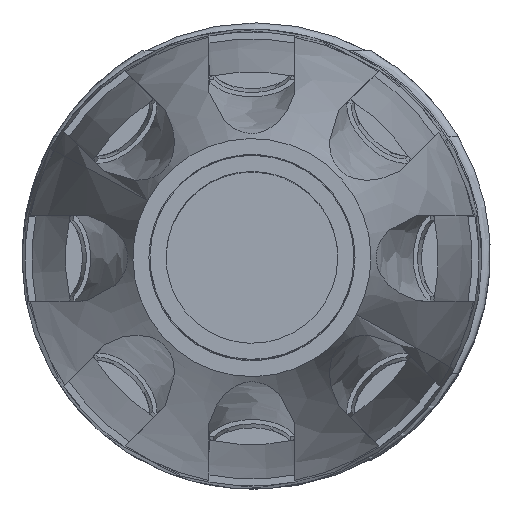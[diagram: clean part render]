
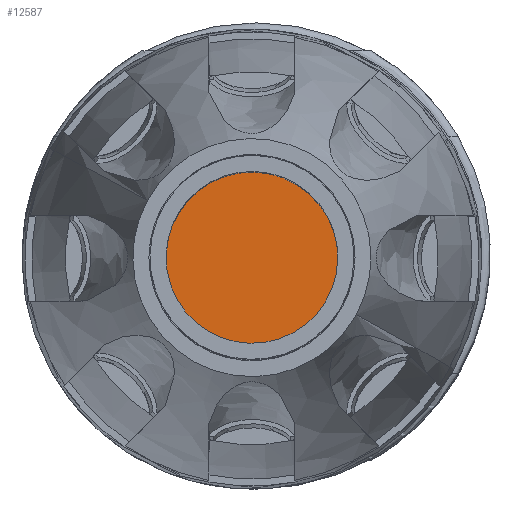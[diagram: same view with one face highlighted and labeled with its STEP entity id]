
A CAD part, top view. The second image highlights one B-rep face of the part: STEP entity #12587.
In plain terms, the highlighted planar face has unit normal (0, 0, 1).
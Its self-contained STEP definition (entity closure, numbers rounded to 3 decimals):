
#4769=AXIS2_PLACEMENT_3D('Circle Axis2P3D',#4767,#4768,$) ;
#4815=AXIS2_PLACEMENT_3D('Circle Axis2P3D',#4813,#4814,$) ;
#12368=AXIS2_PLACEMENT_3D('Circle Axis2P3D',#12366,#12367,$) ;
#12565=AXIS2_PLACEMENT_3D('Circle Axis2P3D',#12563,#12564,$) ;
#12579=AXIS2_PLACEMENT_3D('Plane Axis2P3D',#12576,#12577,#12578) ;
#4764=CARTESIAN_POINT('Vertex',(6.602,18.236,117.56)) ;
#4767=CARTESIAN_POINT('Axis2P3D Location',(10.708,10.708,117.56)) ;
#4771=CARTESIAN_POINT('Vertex',(19.283,10.708,117.56)) ;
#4813=CARTESIAN_POINT('Axis2P3D Location',(10.708,10.708,117.56)) ;
#4817=CARTESIAN_POINT('Vertex',(18.236,6.602,117.56)) ;
#12363=CARTESIAN_POINT('Vertex',(10.937,2.406,117.56)) ;
#12366=CARTESIAN_POINT('Axis2P3D Location',(10.906,10.906,117.56)) ;
#12563=CARTESIAN_POINT('Axis2P3D Location',(10.906,10.906,117.56)) ;
#12576=CARTESIAN_POINT('Axis2P3D Location',(10.906,10.906,117.56)) ;
#4768=DIRECTION('Axis2P3D Direction',(0.,0.,1.)) ;
#4814=DIRECTION('Axis2P3D Direction',(0.,0.,1.)) ;
#12367=DIRECTION('Axis2P3D Direction',(0.,0.,1.)) ;
#12564=DIRECTION('Axis2P3D Direction',(0.,0.,1.)) ;
#12577=DIRECTION('Axis2P3D Direction',(0.,0.,1.)) ;
#12578=DIRECTION('Axis2P3D XDirection',(0.,1.,0.)) ;
#12582=ORIENTED_EDGE('',*,*,#12370,.T.) ;
#12583=ORIENTED_EDGE('',*,*,#12567,.T.) ;
#12584=ORIENTED_EDGE('',*,*,#4819,.T.) ;
#12585=ORIENTED_EDGE('',*,*,#4773,.T.) ;
#12587=ADVANCED_FACE('Hauptk\X2\00F6\X0\rper',(#12586),#12580,.T.) ;
#4770=CIRCLE('generated circle',#4769,8.575) ;
#4816=CIRCLE('generated circle',#4815,8.575) ;
#12369=CIRCLE('generated circle',#12368,8.5) ;
#12566=CIRCLE('generated circle',#12565,8.5) ;
#4773=EDGE_CURVE('',#4772,#4765,#4770,.T.) ;
#4819=EDGE_CURVE('',#4818,#4772,#4816,.T.) ;
#12370=EDGE_CURVE('',#4765,#12364,#12369,.T.) ;
#12567=EDGE_CURVE('',#12364,#4818,#12566,.T.) ;
#12581=EDGE_LOOP('',(#12582,#12583,#12584,#12585)) ;
#12586=FACE_OUTER_BOUND('',#12581,.T.) ;
#12580=PLANE('',#12579) ;
#4765=VERTEX_POINT('',#4764) ;
#4772=VERTEX_POINT('',#4771) ;
#4818=VERTEX_POINT('',#4817) ;
#12364=VERTEX_POINT('',#12363) ;
